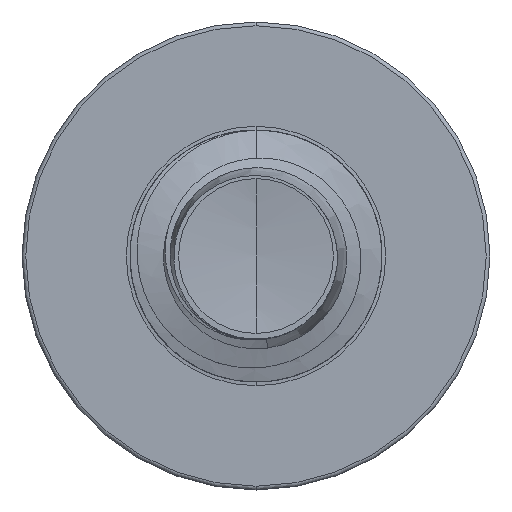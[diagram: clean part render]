
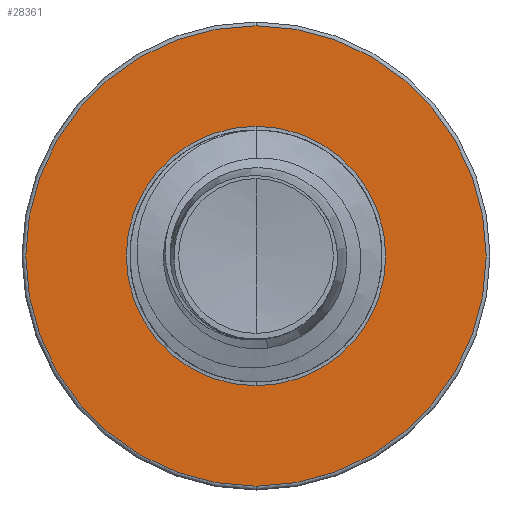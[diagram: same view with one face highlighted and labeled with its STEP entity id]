
A CAD part, front view. The second image highlights one B-rep face of the part: STEP entity #28361.
In plain terms, the highlighted planar face has unit normal (0, -1, 0).
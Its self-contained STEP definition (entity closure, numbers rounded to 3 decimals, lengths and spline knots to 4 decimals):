
#93 = ORIENTED_EDGE ( 'NONE', *, *, #26892, .T. ) ;
#1384 = VERTEX_POINT ( 'NONE', #7114 ) ;
#2451 = AXIS2_PLACEMENT_3D ( 'NONE', #2497, #19961, #5187 ) ;
#2497 = CARTESIAN_POINT ( 'NONE',  ( 0., 7., 0. ) ) ;
#2567 = AXIS2_PLACEMENT_3D ( 'NONE', #24482, #10420, #26766 ) ;
#2627 = AXIS2_PLACEMENT_3D ( 'NONE', #8306, #7538, #7497 ) ;
#2841 = EDGE_CURVE ( 'NONE', #1384, #13571, #20248, .T. ) ;
#3921 = AXIS2_PLACEMENT_3D ( 'NONE', #8886, #25401, #11452 ) ;
#5187 = DIRECTION ( 'NONE',  ( 0., 0., 1. ) ) ;
#5801 = VERTEX_POINT ( 'NONE', #21224 ) ;
#6271 = CIRCLE ( 'NONE', #2567, 1.279 ) ;
#6792 = PLANE ( 'NONE',  #23936 ) ;
#7114 = CARTESIAN_POINT ( 'NONE',  ( 0., 7., -0.7208 ) ) ;
#7497 = DIRECTION ( 'NONE',  ( 0., 0., 1. ) ) ;
#7538 = DIRECTION ( 'NONE',  ( 0., 1., 0. ) ) ;
#8306 = CARTESIAN_POINT ( 'NONE',  ( 0., 7., 0. ) ) ;
#8886 = CARTESIAN_POINT ( 'NONE',  ( 0., 7., 0. ) ) ;
#9381 = CARTESIAN_POINT ( 'NONE',  ( 0., 7., -0.7208 ) ) ;
#10420 = DIRECTION ( 'NONE',  ( 0., 1., 0. ) ) ;
#11452 = DIRECTION ( 'NONE',  ( 0., 0., 1. ) ) ;
#11981 = DIRECTION ( 'NONE',  ( 0., 1., 0. ) ) ;
#13509 = FACE_BOUND ( 'NONE', #30978, .T. ) ;
#13571 = VERTEX_POINT ( 'NONE', #16269 ) ;
#13842 = ORIENTED_EDGE ( 'NONE', *, *, #23788, .F. ) ;
#14896 = ORIENTED_EDGE ( 'NONE', *, *, #2841, .T. ) ;
#16269 = CARTESIAN_POINT ( 'NONE',  ( 0., 7., 0.7208 ) ) ;
#17618 = FACE_OUTER_BOUND ( 'NONE', #18829, .T. ) ;
#18829 = EDGE_LOOP ( 'NONE', ( #13842, #31490 ) ) ;
#19168 = VERTEX_POINT ( 'NONE', #27824 ) ;
#19370 = CIRCLE ( 'NONE', #2451, 0.7208 ) ;
#19961 = DIRECTION ( 'NONE',  ( 0., 1., 0. ) ) ;
#20248 = CIRCLE ( 'NONE', #2627, 0.7208 ) ;
#21224 = CARTESIAN_POINT ( 'NONE',  ( 0., 7., -1.279 ) ) ;
#23788 = EDGE_CURVE ( 'NONE', #19168, #5801, #28653, .T. ) ;
#23936 = AXIS2_PLACEMENT_3D ( 'NONE', #9381, #11981, #28169 ) ;
#24482 = CARTESIAN_POINT ( 'NONE',  ( 0., 7., 0. ) ) ;
#25401 = DIRECTION ( 'NONE',  ( 0., 1., 0. ) ) ;
#26766 = DIRECTION ( 'NONE',  ( 0., 0., 1. ) ) ;
#26892 = EDGE_CURVE ( 'NONE', #13571, #1384, #19370, .T. ) ;
#26895 = EDGE_CURVE ( 'NONE', #5801, #19168, #6271, .T. ) ;
#27824 = CARTESIAN_POINT ( 'NONE',  ( 0., 7., 1.279 ) ) ;
#28169 = DIRECTION ( 'NONE',  ( 0., 0., 1. ) ) ;
#28361 = ADVANCED_FACE ( 'NONE', ( #17618, #13509 ), #6792, .F. ) ;
#28653 = CIRCLE ( 'NONE', #3921, 1.279 ) ;
#30978 = EDGE_LOOP ( 'NONE', ( #93, #14896 ) ) ;
#31490 = ORIENTED_EDGE ( 'NONE', *, *, #26895, .F. ) ;
